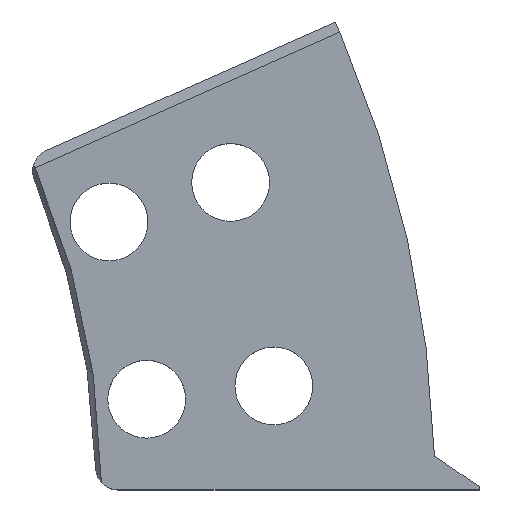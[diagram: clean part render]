
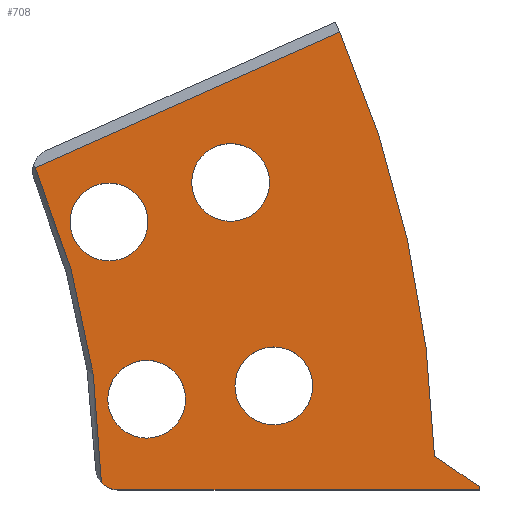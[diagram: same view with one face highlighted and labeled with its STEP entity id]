
A CAD part, top view. The second image highlights one B-rep face of the part: STEP entity #708.
In plain terms, the highlighted planar face has unit normal (0, 0, 1).
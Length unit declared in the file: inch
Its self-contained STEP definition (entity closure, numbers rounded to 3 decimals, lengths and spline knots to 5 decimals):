
#3 = VERTEX_POINT ( 'NONE', #153 ) ;
#9 = PLANE ( 'NONE',  #13 ) ;
#12 = AXIS2_PLACEMENT_3D ( 'NONE', #557, #354, #283 ) ;
#13 = AXIS2_PLACEMENT_3D ( 'NONE', #824, #692, #831 ) ;
#16 = EDGE_LOOP ( 'NONE', ( #633, #20 ) ) ;
#19 = EDGE_CURVE ( 'NONE', #81, #129, #382, .T. ) ;
#20 = ORIENTED_EDGE ( 'NONE', *, *, #320, .F. ) ;
#24 = AXIS2_PLACEMENT_3D ( 'NONE', #33, #586, #858 ) ;
#29 = ORIENTED_EDGE ( 'NONE', *, *, #78, .F. ) ;
#33 = CARTESIAN_POINT ( 'NONE',  ( 4.84829, 0.50958, 0. ) ) ;
#43 = CARTESIAN_POINT ( 'NONE',  ( 5.06704, 0.50958, 0. ) ) ;
#47 = DIRECTION ( 'NONE',  ( 0., 0., 1. ) ) ;
#60 = AXIS2_PLACEMENT_3D ( 'NONE', #578, #501, #82 ) ;
#61 = ORIENTED_EDGE ( 'NONE', *, *, #662, .F. ) ;
#63 = DIRECTION ( 'NONE',  ( 0., 0., 1. ) ) ;
#78 = EDGE_CURVE ( 'NONE', #677, #164, #834, .T. ) ;
#81 = VERTEX_POINT ( 'NONE', #606 ) ;
#82 = DIRECTION ( 'NONE',  ( 1., 0., 0. ) ) ;
#85 = VERTEX_POINT ( 'NONE', #401 ) ;
#86 = AXIS2_PLACEMENT_3D ( 'NONE', #395, #63, #113 ) ;
#90 = CARTESIAN_POINT ( 'NONE',  ( 4.59382, 0.04094, 0. ) ) ;
#94 = EDGE_LOOP ( 'NONE', ( #803, #750 ) ) ;
#98 = CIRCLE ( 'NONE', #477, 0.21875 ) ;
#111 = EDGE_CURVE ( 'NONE', #546, #845, #353, .T. ) ;
#113 = DIRECTION ( 'NONE',  ( 1., 0., 0. ) ) ;
#124 = DIRECTION ( 'NONE',  ( 0., 0., 1. ) ) ;
#129 = VERTEX_POINT ( 'NONE', #43 ) ;
#138 = EDGE_CURVE ( 'NONE', #582, #85, #98, .T. ) ;
#139 = CIRCLE ( 'NONE', #184, 0.21875 ) ;
#153 = CARTESIAN_POINT ( 'NONE',  ( 5.78211, 0.58473, 0. ) ) ;
#155 = CIRCLE ( 'NONE', #60, 0.21875 ) ;
#159 = ORIENTED_EDGE ( 'NONE', *, *, #572, .F. ) ;
#163 = VERTEX_POINT ( 'NONE', #321 ) ;
#164 = VERTEX_POINT ( 'NONE', #671 ) ;
#169 = VERTEX_POINT ( 'NONE', #381 ) ;
#182 = CARTESIAN_POINT ( 'NONE',  ( 5.32021, 1.72864, 0. ) ) ;
#184 = AXIS2_PLACEMENT_3D ( 'NONE', #634, #485, #274 ) ;
#185 = CIRCLE ( 'NONE', #288, 0.21875 ) ;
#189 = VERTEX_POINT ( 'NONE', #878 ) ;
#194 = LINE ( 'NONE', #525, #215 ) ;
#215 = VECTOR ( 'NONE', #812, 39.37008 ) ;
#219 = EDGE_CURVE ( 'NONE', #888, #509, #331, .T. ) ;
#220 = DIRECTION ( 'NONE',  ( 1., 0., 0. ) ) ;
#226 = CARTESIAN_POINT ( 'NONE',  ( 4.68633, 0., 0. ) ) ;
#229 = VECTOR ( 'NONE', #545, 39.37008 ) ;
#263 = ORIENTED_EDGE ( 'NONE', *, *, #291, .F. ) ;
#274 = DIRECTION ( 'NONE',  ( 1., 0., 0. ) ) ;
#283 = DIRECTION ( 'NONE',  ( 1., 0., 0. ) ) ;
#288 = AXIS2_PLACEMENT_3D ( 'NONE', #315, #599, #470 ) ;
#289 = ORIENTED_EDGE ( 'NONE', *, *, #219, .T. ) ;
#291 = EDGE_CURVE ( 'NONE', #129, #81, #139, .T. ) ;
#301 = AXIS2_PLACEMENT_3D ( 'NONE', #609, #124, #400 ) ;
#313 = AXIS2_PLACEMENT_3D ( 'NONE', #574, #358, #711 ) ;
#315 = CARTESIAN_POINT ( 'NONE',  ( 4.6364, 1.50646, 0. ) ) ;
#319 = LINE ( 'NONE', #871, #412 ) ;
#320 = EDGE_CURVE ( 'NONE', #163, #3, #696, .T. ) ;
#321 = CARTESIAN_POINT ( 'NONE',  ( 5.34461, 0.58473, 0. ) ) ;
#331 = LINE ( 'NONE', #617, #229 ) ;
#336 = ORIENTED_EDGE ( 'NONE', *, *, #351, .T. ) ;
#345 = FACE_BOUND ( 'NONE', #16, .T. ) ;
#351 = EDGE_CURVE ( 'NONE', #189, #546, #367, .T. ) ;
#352 = CARTESIAN_POINT ( 'NONE',  ( 4.19393, 1.79884, 0. ) ) ;
#353 = CIRCLE ( 'NONE', #86, 0.125 ) ;
#354 = DIRECTION ( 'NONE',  ( 0., 0., -1. ) ) ;
#358 = DIRECTION ( 'NONE',  ( 0., 0., 1. ) ) ;
#367 = CIRCLE ( 'NONE', #12, 4.594 ) ;
#372 = LINE ( 'NONE', #352, #823 ) ;
#381 = CARTESIAN_POINT ( 'NONE',  ( 5.93487, 2.57396, 0. ) ) ;
#382 = CIRCLE ( 'NONE', #24, 0.21875 ) ;
#395 = CARTESIAN_POINT ( 'NONE',  ( 4.68633, 0.125, 0. ) ) ;
#400 = DIRECTION ( 'NONE',  ( 1., 0., 0. ) ) ;
#401 = CARTESIAN_POINT ( 'NONE',  ( 5.10146, 1.72864, 0. ) ) ;
#408 = FACE_BOUND ( 'NONE', #814, .T. ) ;
#412 = VECTOR ( 'NONE', #455, 39.37008 ) ;
#445 = AXIS2_PLACEMENT_3D ( 'NONE', #644, #737, #744 ) ;
#455 = DIRECTION ( 'NONE',  ( 0., -1., 0. ) ) ;
#466 = DIRECTION ( 'NONE',  ( 0.978, 0.208, 0. ) ) ;
#470 = DIRECTION ( 'NONE',  ( 0.978, 0.208, 0. ) ) ;
#477 = AXIS2_PLACEMENT_3D ( 'NONE', #182, #47, #466 ) ;
#485 = DIRECTION ( 'NONE',  ( 0., 0., 1. ) ) ;
#493 = FACE_BOUND ( 'NONE', #94, .T. ) ;
#501 = DIRECTION ( 'NONE',  ( 0., 0., 1. ) ) ;
#509 = VERTEX_POINT ( 'NONE', #724 ) ;
#521 = ORIENTED_EDGE ( 'NONE', *, *, #570, .T. ) ;
#525 = CARTESIAN_POINT ( 'NONE',  ( 4.563, 0., 0. ) ) ;
#545 = DIRECTION ( 'NONE',  ( -0.826, 0.564, 0. ) ) ;
#546 = VERTEX_POINT ( 'NONE', #90 ) ;
#547 = CARTESIAN_POINT ( 'NONE',  ( 6.719, 0., 0. ) ) ;
#557 = CARTESIAN_POINT ( 'NONE',  ( 0., 0., 0. ) ) ;
#558 = EDGE_LOOP ( 'NONE', ( #336, #746, #521, #61, #289, #625, #593 ) ) ;
#570 = EDGE_CURVE ( 'NONE', #845, #768, #194, .T. ) ;
#572 = EDGE_CURVE ( 'NONE', #164, #677, #185, .T. ) ;
#574 = CARTESIAN_POINT ( 'NONE',  ( 5.32021, 1.72864, 0. ) ) ;
#578 = CARTESIAN_POINT ( 'NONE',  ( 5.56336, 0.58473, 0. ) ) ;
#582 = VERTEX_POINT ( 'NONE', #815 ) ;
#586 = DIRECTION ( 'NONE',  ( 0., 0., 1. ) ) ;
#593 = ORIENTED_EDGE ( 'NONE', *, *, #863, .T. ) ;
#599 = DIRECTION ( 'NONE',  ( 0., 0., 1. ) ) ;
#606 = CARTESIAN_POINT ( 'NONE',  ( 4.62954, 0.50958, 0. ) ) ;
#609 = CARTESIAN_POINT ( 'NONE',  ( 0., 0., 0. ) ) ;
#617 = CARTESIAN_POINT ( 'NONE',  ( 6.719, 0.018, 0. ) ) ;
#625 = ORIENTED_EDGE ( 'NONE', *, *, #630, .T. ) ;
#630 = EDGE_CURVE ( 'NONE', #509, #169, #697, .T. ) ;
#633 = ORIENTED_EDGE ( 'NONE', *, *, #846, .F. ) ;
#634 = CARTESIAN_POINT ( 'NONE',  ( 4.84829, 0.50958, 0. ) ) ;
#644 = CARTESIAN_POINT ( 'NONE',  ( 4.6364, 1.50646, 0. ) ) ;
#648 = DIRECTION ( 'NONE',  ( -0.914, -0.407, 0. ) ) ;
#649 = AXIS2_PLACEMENT_3D ( 'NONE', #753, #703, #220 ) ;
#662 = EDGE_CURVE ( 'NONE', #888, #768, #319, .T. ) ;
#671 = CARTESIAN_POINT ( 'NONE',  ( 4.41765, 1.50646, 0. ) ) ;
#677 = VERTEX_POINT ( 'NONE', #881 ) ;
#682 = EDGE_LOOP ( 'NONE', ( #263, #856 ) ) ;
#685 = FACE_OUTER_BOUND ( 'NONE', #558, .T. ) ;
#692 = DIRECTION ( 'NONE',  ( 0., 0., 1. ) ) ;
#696 = CIRCLE ( 'NONE', #649, 0.21875 ) ;
#697 = CIRCLE ( 'NONE', #301, 6.469 ) ;
#703 = DIRECTION ( 'NONE',  ( 0., 0., 1. ) ) ;
#708 = ADVANCED_FACE ( 'NONE', ( #493, #345, #408, #818, #685 ), #9, .T. ) ;
#711 = DIRECTION ( 'NONE',  ( 0.978, 0.208, 0. ) ) ;
#712 = CIRCLE ( 'NONE', #313, 0.21875 ) ;
#724 = CARTESIAN_POINT ( 'NONE',  ( 6.4662, 0.19045, 0. ) ) ;
#737 = DIRECTION ( 'NONE',  ( 0., 0., 1. ) ) ;
#744 = DIRECTION ( 'NONE',  ( 0.978, 0.208, 0. ) ) ;
#746 = ORIENTED_EDGE ( 'NONE', *, *, #111, .T. ) ;
#750 = ORIENTED_EDGE ( 'NONE', *, *, #837, .F. ) ;
#753 = CARTESIAN_POINT ( 'NONE',  ( 5.56336, 0.58473, 0. ) ) ;
#768 = VERTEX_POINT ( 'NONE', #547 ) ;
#803 = ORIENTED_EDGE ( 'NONE', *, *, #138, .F. ) ;
#812 = DIRECTION ( 'NONE',  ( 1., 0., 0. ) ) ;
#814 = EDGE_LOOP ( 'NONE', ( #29, #159 ) ) ;
#815 = CARTESIAN_POINT ( 'NONE',  ( 5.53896, 1.72864, 0. ) ) ;
#818 = FACE_BOUND ( 'NONE', #682, .T. ) ;
#823 = VECTOR ( 'NONE', #648, 39.37008 ) ;
#824 = CARTESIAN_POINT ( 'NONE',  ( 0., 0., 0. ) ) ;
#831 = DIRECTION ( 'NONE',  ( 1., 0., 0. ) ) ;
#834 = CIRCLE ( 'NONE', #445, 0.21875 ) ;
#837 = EDGE_CURVE ( 'NONE', #85, #582, #712, .T. ) ;
#843 = CARTESIAN_POINT ( 'NONE',  ( 6.719, 0.018, 0. ) ) ;
#845 = VERTEX_POINT ( 'NONE', #226 ) ;
#846 = EDGE_CURVE ( 'NONE', #3, #163, #155, .T. ) ;
#856 = ORIENTED_EDGE ( 'NONE', *, *, #19, .F. ) ;
#858 = DIRECTION ( 'NONE',  ( 1., 0., 0. ) ) ;
#863 = EDGE_CURVE ( 'NONE', #169, #189, #372, .T. ) ;
#871 = CARTESIAN_POINT ( 'NONE',  ( 6.719, 0.018, 0. ) ) ;
#878 = CARTESIAN_POINT ( 'NONE',  ( 4.22186, 1.81128, 0. ) ) ;
#881 = CARTESIAN_POINT ( 'NONE',  ( 4.85515, 1.50646, 0. ) ) ;
#888 = VERTEX_POINT ( 'NONE', #843 ) ;
